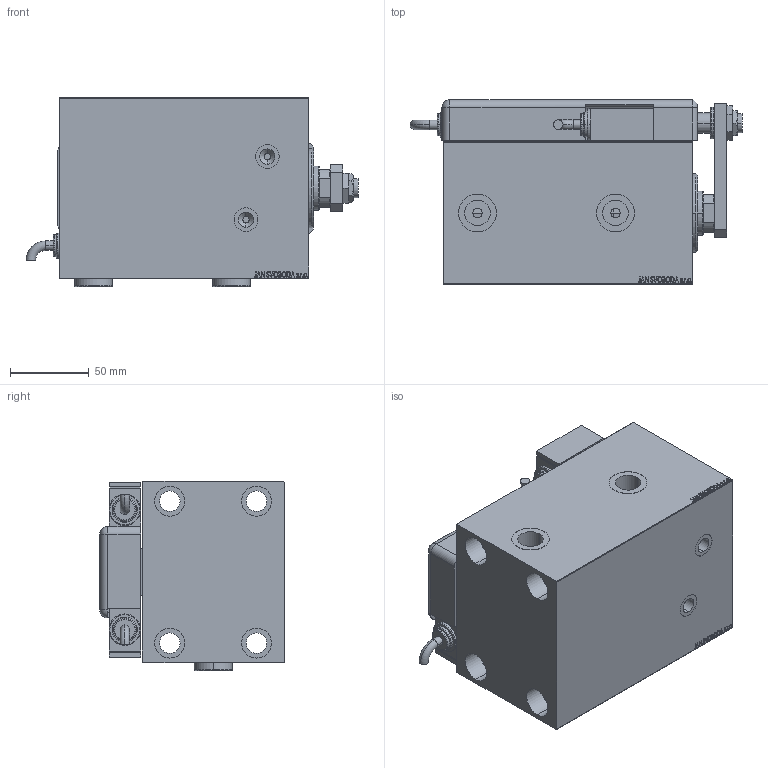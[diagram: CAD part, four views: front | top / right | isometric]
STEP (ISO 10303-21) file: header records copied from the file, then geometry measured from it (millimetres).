
FILE_DESCRIPTION (( 'STEP AP203' ), '1' );
FILE_NAME ('3408.STEP', '2022-04-17T16:24:42', ( '' ), ( '' ), 'SwSTEP 2.0', 'SolidWorks 2019', '' );
FILE_SCHEMA (( 'CONFIG_CONTROL_DESIGN' ));
Length unit declared in the file: millimetre
Products named in the file (14): 3408; SWITCH Q 96ed8cc8a8059196d4cc420a83e615bb; V450CP_VC_B 96ed8cc8a8059196d4cc420a83e615bb; TYC 96ed8cc8a8059196d4cc420a83e615bb; SWITCH_Q_FRONT_BACK 96ed8cc8a8059196d4cc420a83e615bb; V450CP_B_VCP 96ed8cc8a8059196d4cc420a83e615bb; MAGNETIC SWITCH Q 96ed8cc8a8059196d4cc420a83e615bb; KRYT 96ed8cc8a8059196d4cc420a83e615bb; NUT_D13 96ed8cc8a8059196d4cc420a83e615bb; NUT_D19 96ed8cc8a8059196d4cc420a83e615bb; SWITCH DIM A_G 96ed8cc8a8059196d4cc420a83e615bb; ZARAZKA_Q 96ed8cc8a8059196d4cc420a83e615bb; V450CP_C 96ed8cc8a8059196d4cc420a83e615bb; PLUG 96ed8cc8a8059196d4cc420a83e615bb
Assembly tree (15 placements, depth 3):
  3408
    V450CP_C 96ed8cc8a8059196d4cc420a83e615bb
    MAGNETIC SWITCH Q 96ed8cc8a8059196d4cc420a83e615bb
      SWITCH_Q_FRONT_BACK 96ed8cc8a8059196d4cc420a83e615bb
      TYC 96ed8cc8a8059196d4cc420a83e615bb
      ZARAZKA_Q 96ed8cc8a8059196d4cc420a83e615bb
      SWITCH DIM A_G 96ed8cc8a8059196d4cc420a83e615bb
      NUT_D19 96ed8cc8a8059196d4cc420a83e615bb
      NUT_D13 96ed8cc8a8059196d4cc420a83e615bb
      KRYT 96ed8cc8a8059196d4cc420a83e615bb
      SWITCH Q 96ed8cc8a8059196d4cc420a83e615bb  x2
    V450CP_B_VCP 96ed8cc8a8059196d4cc420a83e615bb
    V450CP_VC_B 96ed8cc8a8059196d4cc420a83e615bb
    PLUG 96ed8cc8a8059196d4cc420a83e615bb  x2
Bounding box: 210.46 x 116.8 x 119.9 mm (x, y, z)
Volume: 1551436 mm3; surface area: 263641.3 mm2
Topology: 15 solids, 15 shells, 1327 faces, 3338 edges, 2195 vertices
Faces by surface type: plane 655, bspline 471, cylinder 147, cone 26, torus 26, sphere 2
Entity records: 61742 total; most frequent: CARTESIAN_POINT 32615, ORIENTED_EDGE 6400, DIRECTION 4186, EDGE_CURVE 3200, VERTEX_POINT 2111, LINE 1894, VECTOR 1894, EDGE_LOOP 1453
